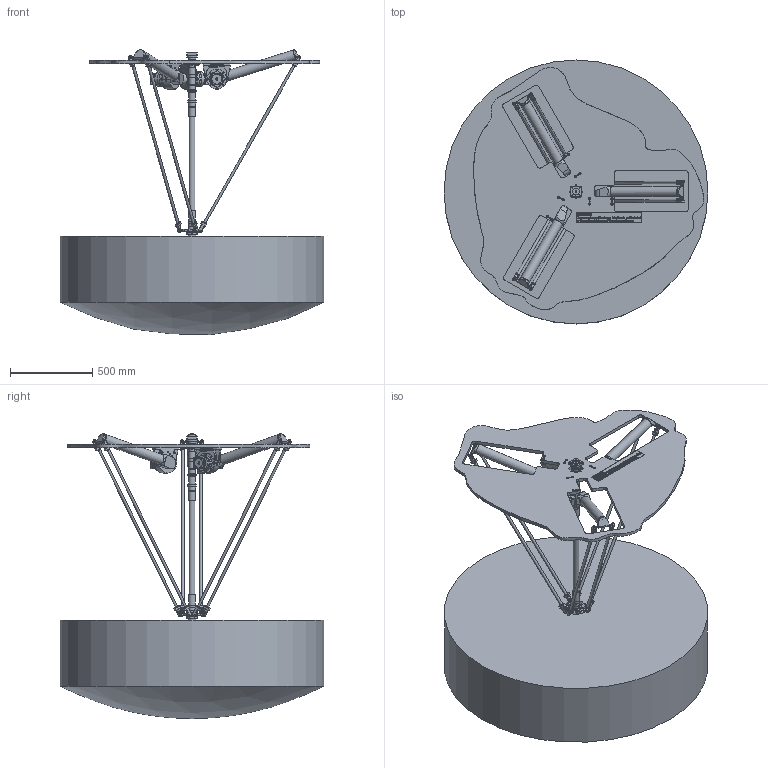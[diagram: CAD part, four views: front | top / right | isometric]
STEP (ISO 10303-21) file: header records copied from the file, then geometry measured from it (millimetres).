
FILE_DESCRIPTION(/* description */ ('Norm.iam Teamplte'),/* implementation_level */ '2;1');
FILE_NAME(/* name */ '3D-model_AL_10008.stp',/* time_stamp */ '2024-07-03T15:12:47+02:00',/* author */ ('lars.merkel'),/* organization */ (''),/* preprocessor_version */ 'ST-DEVELOPER v19.2',/* originating_system */ 'Autodesk Inventor 2023',/* authorisation */ '');
FILE_SCHEMA (('AUTOMOTIVE_DESIGN { 1 0 10303 214 3 1 1 }'));
Products named in the file (15): AL_10008_DUMMY DELTA Robotermechanik RL3-1600-1/3kg; MT_WST00111185 Oberarm; MT_WST00117181 Unterarm; MT_WST00111345 Dummy Werkzeugträger; MT_WST00114011 Flansch; MT_WST00112141 Dummy Teleskop oben; MT_WST00111360 Dummy Teleskopwelle; MT_BGR00105211 Dummy Roboterbasis; MT_WST00112118 Dummy Flansch; MT_WST00111349 Getriebe; MT_WST00111551 n/a; MT_WST00111188 Getriebe; MT_WST00110667 Machine frame proposal; MT_WST00111289; MT_WST00114012 Adapter
Assembly tree (23 placements, depth 3):
  AL_10008_DUMMY DELTA Robotermechanik RL3-1600-1/3kg
    MT_WST00111185 Oberarm  x3
    MT_WST00117181 Unterarm  x6
    MT_WST00111345 Dummy Werkzeugträger
    MT_WST00114011 Flansch
    MT_WST00112141 Dummy Teleskop oben
    MT_WST00111360 Dummy Teleskopwelle
    MT_BGR00105211 Dummy Roboterbasis
      MT_WST00112118 Dummy Flansch
      MT_WST00111349 Getriebe
      MT_WST00111551 n/a
      MT_WST00111188 Getriebe  x3
    MT_WST00110667 Machine frame proposal
    MT_WST00111289
    MT_WST00114012 Adapter
Bounding box: 1600 x 1600 x 1728.48 mm (x, y, z)
Volume: 1043708636.3 mm3; surface area: 9942725.9 mm2
Topology: 24 solids, 24 shells, 4472 faces, 11149 edges, 7120 vertices
Faces by surface type: plane 2214, bspline 958, cylinder 765, cone 339, torus 130, sphere 66
Full cylindrical faces by diameter (mm): 3.242 x6, 4.134 x16, 4.917 x41, 5.5 x24, 5.8 x7, 6 x13, 6.6 x4, 6.647 x9, 7 x28, 9 x5, 9.66 x3, 9.8 x3, 10 x3, 10.106 x12, 12 x1, 13.5 x12, 14 x4, 16 x6, 17 x3, 18 x3, 19 x3, 20 x3, 22 x12, 25 x2, 32 x2, 33 x1, 35 x3, 36 x1, 40 x1, 42 x5
Entity records: 123275 total; most frequent: CARTESIAN_POINT 44366, ORIENTED_EDGE 16984, DIRECTION 12844, EDGE_CURVE 8492, VERTEX_POINT 5555, LINE 5194, VECTOR 5194, EDGE_LOOP 3827
